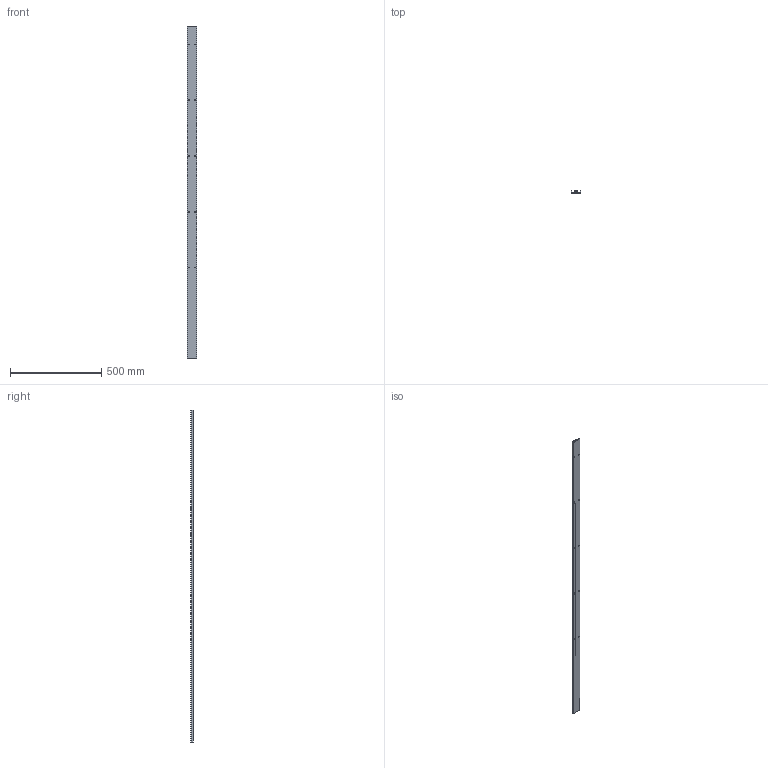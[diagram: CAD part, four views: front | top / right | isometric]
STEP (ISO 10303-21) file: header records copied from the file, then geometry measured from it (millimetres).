
FILE_DESCRIPTION (( 'STEP AP214' ), '1' );
FILE_NAME ('700-2900-052.STEP', '2019-09-18T21:32:31', ( '' ), ( '' ), 'SwSTEP 2.0', 'SolidWorks 2019', '' );
FILE_SCHEMA (( 'AUTOMOTIVE_DESIGN' ));
Length unit declared in the file: inch
Products named in the file (1): 700-2900-052
Bounding box: 51.31 x 12.45 x 1816.1 mm (x, y, z)
Volume: 593659 mm3; surface area: 322641 mm2
Topology: 1 solids, 1 shells, 66 faces, 172 edges, 108 vertices
Faces by surface type: plane 26, cylinder 20, cone 20
Entity records: 2109 total; most frequent: DIRECTION 366, CARTESIAN_POINT 347, ORIENTED_EDGE 344, EDGE_CURVE 172, AXIS2_PLACEMENT_3D 127, LINE 112, VECTOR 112, VERTEX_POINT 108
